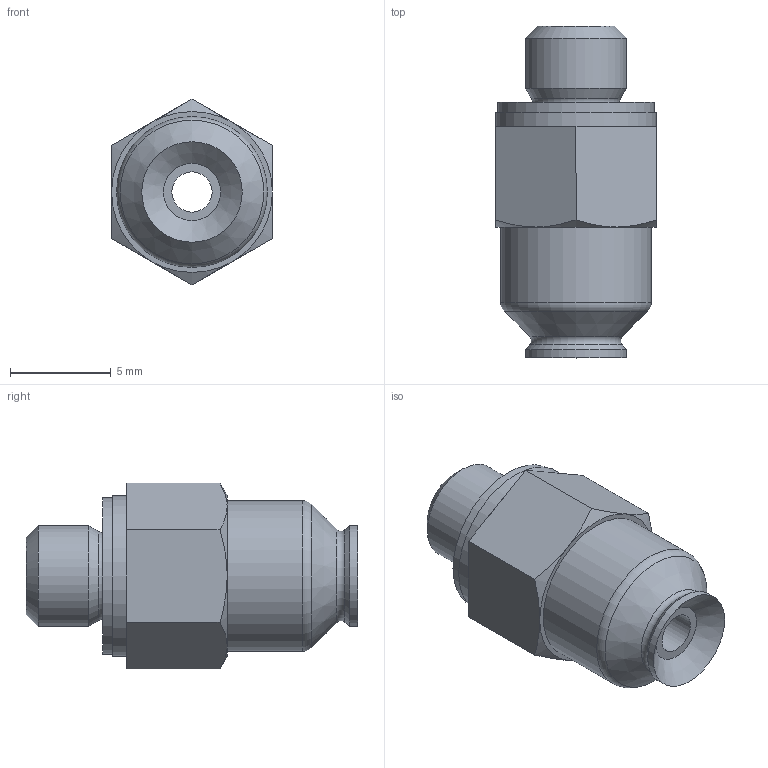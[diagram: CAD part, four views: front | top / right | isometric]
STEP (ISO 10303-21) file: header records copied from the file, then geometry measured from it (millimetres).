
FILE_DESCRIPTION(/* description */ ('STEP AP214'),/* implementation_level */ '2;1');
FILE_NAME(/* name */ '173439_VAS-5-M5-NBR',/* time_stamp */ '2024-09-12T14:25:01+02:00',/* author */ ('License CC BY-ND 4.0'),/* organization */ ('CADENAS'),/* preprocessor_version */ 'ST-DEVELOPER v19.3',/* originating_system */ 'PARTsolutions',/* authorisation */ ' ');
FILE_SCHEMA (('AUTOMOTIVE_DESIGN {1 0 10303 214 3 1 1}'));
Length unit declared in the file: millimetre
Products named in the file (1): 173439 VAS-5-M5-NBR
Bounding box: 8 x 16.5 x 9.24 mm (x, y, z)
Volume: 583.1 mm3; surface area: 556.9 mm2
Topology: 1 solids, 1 shells, 37 faces, 75 edges, 43 vertices
Faces by surface type: plane 17, cone 11, cylinder 6, torus 3
Full cylindrical faces by diameter (mm): 2 x1, 5 x2, 7.5 x1, 7.8 x1, 8 x1
Entity records: 918 total; most frequent: CARTESIAN_POINT 176, DIRECTION 154, ORIENTED_EDGE 120, AXIS2_PLACEMENT_3D 68, EDGE_CURVE 60, EDGE_LOOP 56, FACE_BOUND 56, VERTEX_POINT 42
